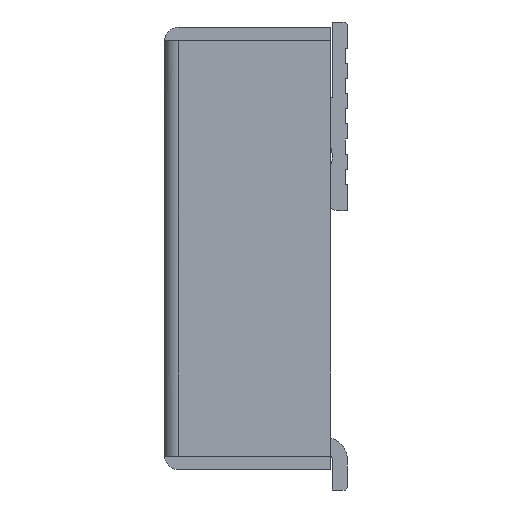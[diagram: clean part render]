
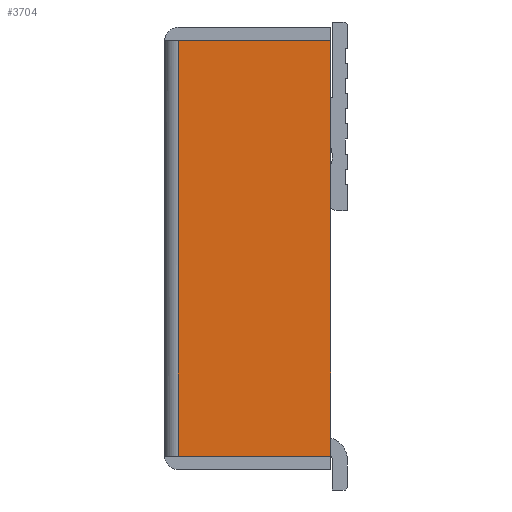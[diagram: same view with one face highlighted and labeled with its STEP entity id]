
A CAD part, left-side view. The second image highlights one B-rep face of the part: STEP entity #3704.
In plain terms, the highlighted free-form (B-spline) face has degree [1, 1] with [2, 2] control points.
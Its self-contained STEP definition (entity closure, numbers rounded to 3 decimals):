
#3604=CARTESIAN_POINT('',(-62.05,-1.8,27.5));
#3605=VERTEX_POINT('',#3604);
#3626=CARTESIAN_POINT('',(-62.05,-1.8,-27.5));
#3627=VERTEX_POINT('',#3626);
#3641=CARTESIAN_POINT('',(-62.05,-1.8,27.5));
#3642=CARTESIAN_POINT('',(-62.05,-1.8,-27.5));
#3643=QUASI_UNIFORM_CURVE('',1,(#3641,#3642),.UNSPECIFIED.,.F.,.U.);
#3644=EDGE_CURVE('',#3605,#3627,#3643,.T.);
#3654=CARTESIAN_POINT('',(-62.05,-22.0,-27.5));
#3655=VERTEX_POINT('',#3654);
#3670=CARTESIAN_POINT('',(-62.05,-22.0,27.5));
#3671=VERTEX_POINT('',#3670);
#3677=CARTESIAN_POINT('',(-62.05,-22.0,27.5));
#3678=CARTESIAN_POINT('',(-62.05,-22.0,-27.5));
#3679=QUASI_UNIFORM_CURVE('',1,(#3677,#3678),.UNSPECIFIED.,.F.,.U.);
#3680=EDGE_CURVE('',#3671,#3655,#3679,.T.);
#3685=CARTESIAN_POINT('',(-62.05,-23.009,30.247));
#3686=CARTESIAN_POINT('',(-62.05,-23.009,-30.247));
#3687=CARTESIAN_POINT('',(-62.05,-0.791,30.247));
#3688=CARTESIAN_POINT('',(-62.05,-0.791,-30.247));
#3689=B_SPLINE_SURFACE_WITH_KNOTS('',1,1,((#3685,#3687),(#3686,#3688)),.UNSPECIFIED.,.F.,.F.,.U.,(2,2),(2,2),(0.0,60.495),(0.0,22.218),.UNSPECIFIED.);
#3690=CARTESIAN_POINT('',(-62.05,-22.0,27.5));
#3691=CARTESIAN_POINT('',(-62.05,-1.8,27.5));
#3692=QUASI_UNIFORM_CURVE('',1,(#3690,#3691),.UNSPECIFIED.,.F.,.U.);
#3693=EDGE_CURVE('',#3671,#3605,#3692,.T.);
#3694=ORIENTED_EDGE('',*,*,#3693,.T.);
#3695=ORIENTED_EDGE('',*,*,#3644,.T.);
#3696=CARTESIAN_POINT('',(-62.05,-22.0,-27.5));
#3697=CARTESIAN_POINT('',(-62.05,-1.8,-27.5));
#3698=QUASI_UNIFORM_CURVE('',1,(#3696,#3697),.UNSPECIFIED.,.F.,.U.);
#3699=EDGE_CURVE('',#3655,#3627,#3698,.T.);
#3700=ORIENTED_EDGE('',*,*,#3699,.F.);
#3701=ORIENTED_EDGE('',*,*,#3680,.F.);
#3702=EDGE_LOOP('',(#3694,#3695,#3700,#3701));
#3703=FACE_OUTER_BOUND('',#3702,.T.);
#3704=ADVANCED_FACE('',(#3703),#3689,.F.);
